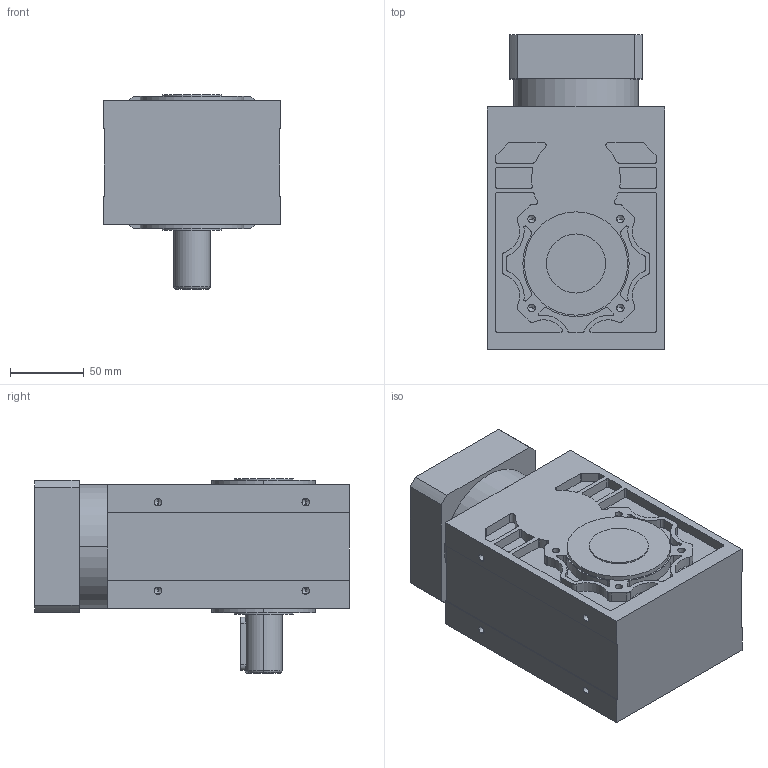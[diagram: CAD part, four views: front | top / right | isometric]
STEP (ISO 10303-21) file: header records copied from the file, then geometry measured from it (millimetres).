
FILE_DESCRIPTION((''),'2;1');
FILE_NAME('AT120-S2-80','2022-06-29T10:12:37',('Administrator'),(''),'CREO PARAMETRIC BY PTC INC, 2019010','CREO PARAMETRIC BY PTC INC, 2019010','');
FILE_SCHEMA(('CONFIG_CONTROL_DESIGN'));
Length unit declared in the file: millimetre
Products named in the file (1): AT120-S2-80
Bounding box: 120 x 213 x 132 mm (x, y, z)
Volume: 1905704.5 mm3; surface area: 148497.3 mm2
Topology: 1 solids, 1 shells, 400 faces, 1213 edges, 821 vertices
Faces by surface type: cylinder 224, plane 128, cone 44, torus 4
Entity records: 13865 total; most frequent: DIRECTION 2556, CARTESIAN_POINT 2507, ORIENTED_EDGE 2342, EDGE_CURVE 1171, AXIS2_PLACEMENT_3D 1001, VERTEX_POINT 821, CIRCLE 601, VECTOR 554
